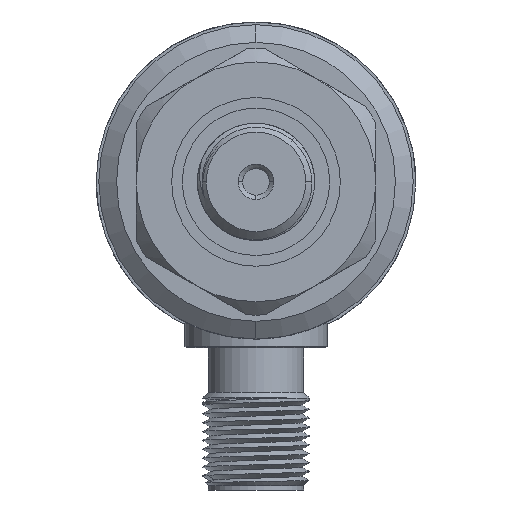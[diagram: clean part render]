
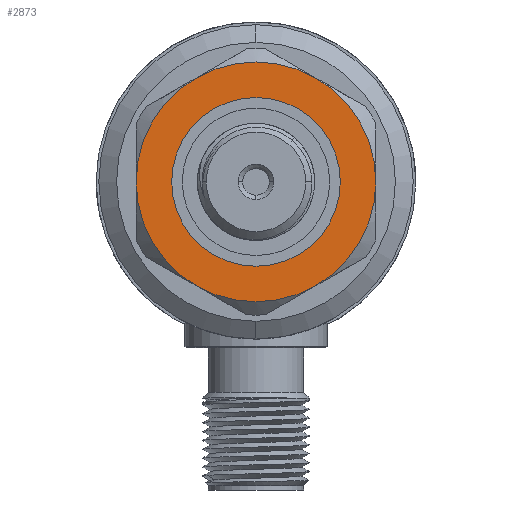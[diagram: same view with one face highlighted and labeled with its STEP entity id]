
A CAD part, left-side view. The second image highlights one B-rep face of the part: STEP entity #2873.
In plain terms, the highlighted face is planar.
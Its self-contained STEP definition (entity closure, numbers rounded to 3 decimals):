
#804=FACE_BOUND('',#4086,.T.);
#805=FACE_BOUND('',#4087,.T.);
#2873=ADVANCED_FACE('',(#804,#805),#3296,.T.);
#3296=PLANE('',#9248);
#4086=EDGE_LOOP('',(#4794,#4795,#4796,#4797,#4798,#4799));
#4087=EDGE_LOOP('',(#4800,#4801));
#4794=ORIENTED_EDGE('',*,*,#7871,.T.);
#4795=ORIENTED_EDGE('',*,*,#7872,.T.);
#4796=ORIENTED_EDGE('',*,*,#7873,.F.);
#4797=ORIENTED_EDGE('',*,*,#7874,.F.);
#4798=ORIENTED_EDGE('',*,*,#7875,.F.);
#4799=ORIENTED_EDGE('',*,*,#7876,.T.);
#4800=ORIENTED_EDGE('',*,*,#7867,.F.);
#4801=ORIENTED_EDGE('',*,*,#7870,.T.);
#7033=VERTEX_POINT('',#13460);
#7034=VERTEX_POINT('',#13461);
#7035=VERTEX_POINT('',#13468);
#7036=VERTEX_POINT('',#13469);
#7037=VERTEX_POINT('',#13471);
#7038=VERTEX_POINT('',#13473);
#7039=VERTEX_POINT('',#13475);
#7040=VERTEX_POINT('',#13477);
#7867=EDGE_CURVE('',#7033,#7034,#8982,.T.);
#7870=EDGE_CURVE('',#7033,#7034,#8983,.T.);
#7871=EDGE_CURVE('',#7035,#7036,#8984,.T.);
#7872=EDGE_CURVE('',#7036,#7037,#8985,.T.);
#7873=EDGE_CURVE('',#7038,#7037,#8986,.T.);
#7874=EDGE_CURVE('',#7039,#7038,#8987,.T.);
#7875=EDGE_CURVE('',#7040,#7039,#8988,.T.);
#7876=EDGE_CURVE('',#7040,#7035,#8989,.T.);
#8982=CIRCLE('',#9238,9.5);
#8983=CIRCLE('',#9240,9.5);
#8984=CIRCLE('',#9242,13.5);
#8985=CIRCLE('',#9243,13.5);
#8986=CIRCLE('',#9244,13.5);
#8987=CIRCLE('',#9245,13.5);
#8988=CIRCLE('',#9246,13.5);
#8989=CIRCLE('',#9247,13.5);
#9238=AXIS2_PLACEMENT_3D('',#13459,#10038,#10039);
#9240=AXIS2_PLACEMENT_3D('',#13465,#10044,#10045);
#9242=AXIS2_PLACEMENT_3D('',#13467,#10048,#10049);
#9243=AXIS2_PLACEMENT_3D('',#13470,#10050,#10051);
#9244=AXIS2_PLACEMENT_3D('',#13472,#10052,#10053);
#9245=AXIS2_PLACEMENT_3D('',#13474,#10054,#10055);
#9246=AXIS2_PLACEMENT_3D('',#13476,#10056,#10057);
#9247=AXIS2_PLACEMENT_3D('',#13478,#10058,#10059);
#9248=AXIS2_PLACEMENT_3D('',#13479,#10060,#10061);
#10038=DIRECTION('',(1.,0.,0.));
#10039=DIRECTION('',(0.,1.,0.));
#10044=DIRECTION('',(-1.,0.,0.));
#10045=DIRECTION('',(0.,1.,0.));
#10048=DIRECTION('',(1.,0.,0.));
#10049=DIRECTION('',(0.,0.5,0.866));
#10050=DIRECTION('',(1.,0.,0.));
#10051=DIRECTION('',(0.,-0.5,0.866));
#10052=DIRECTION('',(-1.,0.,0.));
#10053=DIRECTION('',(0.,-0.5,-0.866));
#10054=DIRECTION('',(-1.,0.,0.));
#10055=DIRECTION('',(0.,0.5,-0.866));
#10056=DIRECTION('',(-1.,0.,0.));
#10057=DIRECTION('',(0.,1.,0.));
#10058=DIRECTION('',(1.,0.,0.));
#10059=DIRECTION('',(0.,1.,0.));
#10060=DIRECTION('',(1.,0.,0.));
#10061=DIRECTION('',(0.,-1.,0.));
#13459=CARTESIAN_POINT('',(25.,0.,0.));
#13460=CARTESIAN_POINT('',(25.,9.5,0.));
#13461=CARTESIAN_POINT('',(25.,-9.5,0.));
#13465=CARTESIAN_POINT('',(25.,0.,0.));
#13467=CARTESIAN_POINT('',(25.,0.,0.));
#13468=CARTESIAN_POINT('',(25.,6.75,11.691));
#13469=CARTESIAN_POINT('',(25.,-6.75,11.691));
#13470=CARTESIAN_POINT('',(25.,0.,0.));
#13471=CARTESIAN_POINT('',(25.,-13.5,0.));
#13472=CARTESIAN_POINT('',(25.,0.,0.));
#13473=CARTESIAN_POINT('',(25.,-6.75,-11.691));
#13474=CARTESIAN_POINT('',(25.,0.,0.));
#13475=CARTESIAN_POINT('',(25.,6.75,-11.691));
#13476=CARTESIAN_POINT('',(25.,0.,0.));
#13477=CARTESIAN_POINT('',(25.,13.5,0.));
#13478=CARTESIAN_POINT('',(25.,0.,0.));
#13479=CARTESIAN_POINT('',(25.,0.,0.));
